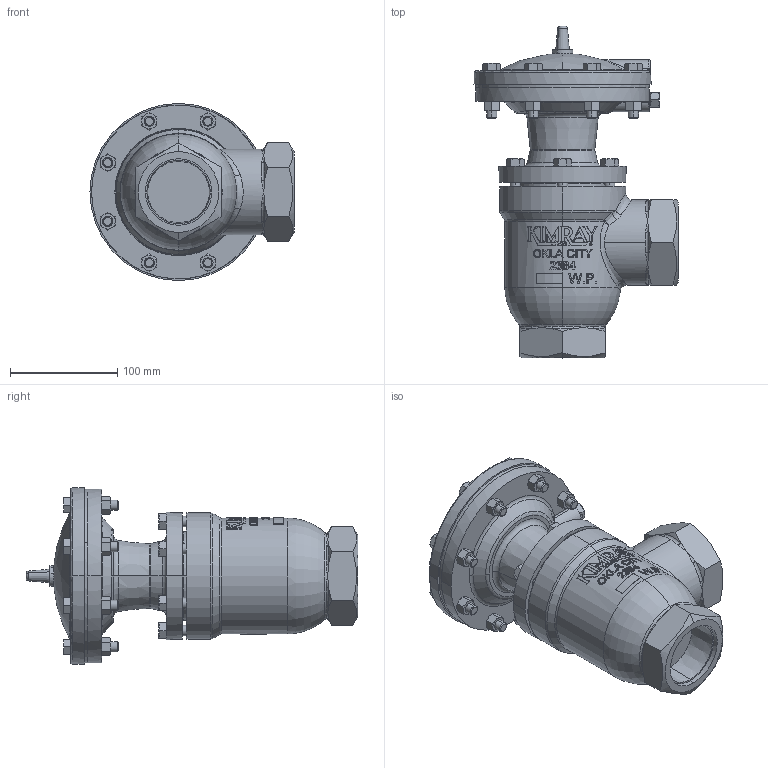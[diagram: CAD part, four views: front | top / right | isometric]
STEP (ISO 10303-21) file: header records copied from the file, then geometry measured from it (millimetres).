
FILE_DESCRIPTION (( 'STEP AP203' ), '1' );
FILE_NAME ('2 INCH 212 SMA DB PO D (EKI).STEP', '2014-09-12T15:28:02', ( 'PCTech' ), ( 'Microsoft' ), 'SwSTEP 2.0', 'SolidWorks 2014', '' );
FILE_SCHEMA (( 'CONFIG_CONTROL_DESIGN' ));
Products named in the file (1): 2 INCH 212 SMA DB PO D (EKI)
Bounding box: 190.09 x 309.25 x 165.04 mm (x, y, z)
Volume: 2601444.8 mm3; surface area: 196004.2 mm2
Topology: 1 solids, 2 shells, 1028 faces, 2552 edges, 1577 vertices
Faces by surface type: plane 364, bspline 264, cone 243, cylinder 109, torus 46, sphere 2
Entity records: 56149 total; most frequent: CARTESIAN_POINT 34320, ORIENTED_EDGE 5048, DIRECTION 3644, EDGE_CURVE 2524, VERTEX_POINT 1577, AXIS2_PLACEMENT_3D 1454, EDGE_LOOP 1117, B_SPLINE_CURVE_WITH_KNOTS 1097
